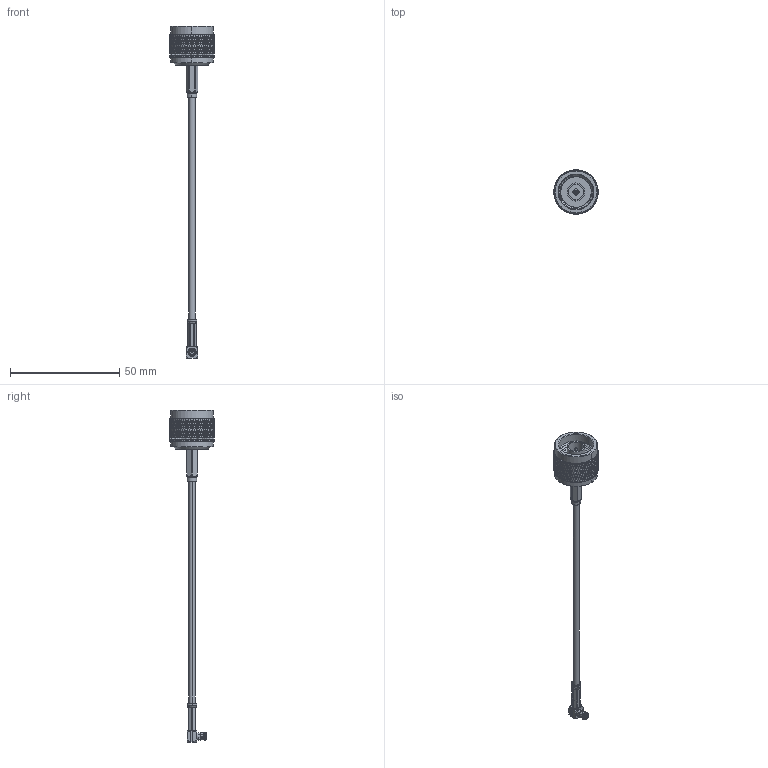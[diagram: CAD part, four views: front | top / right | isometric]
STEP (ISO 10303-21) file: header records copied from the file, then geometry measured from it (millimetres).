
FILE_DESCRIPTION (( 'STEP AP214' ), '1' );
FILE_NAME ('PE35276.step', '2021-04-29T22:09:52', ( '' ), ( '' ), 'SwSTEP 2.0', 'SolidWorks 2020', '' );
FILE_SCHEMA (( 'AUTOMOTIVE_DESIGN' ));
Length unit declared in the file: inch
Products named in the file (4): PE4879^PE35276_Crimped; PE35276; RG316DS^PE35276_RG-316DS; PE45167^PE35276_Crimped
Assembly tree (3 placements, depth 2):
  PE35276
    RG316DS^PE35276_RG-316DS
    PE45167^PE35276_Crimped
    PE4879^PE35276_Crimped
Bounding box: 20.32 x 20.32 x 152.28 mm (x, y, z)
Volume: 5046.8 mm3; surface area: 5329.9 mm2
Topology: 5 solids, 5 shells, 2492 faces, 5388 edges, 2919 vertices
Faces by surface type: bspline 1805, cylinder 536, plane 89, cone 52, torus 10
Entity records: 97368 total; most frequent: CARTESIAN_POINT 63261, ORIENTED_EDGE 10776, EDGE_CURVE 5388, VERTEX_POINT 2919, EDGE_LOOP 2507, FACE_OUTER_BOUND 2492, ADVANCED_FACE 2492, DIRECTION 2443
